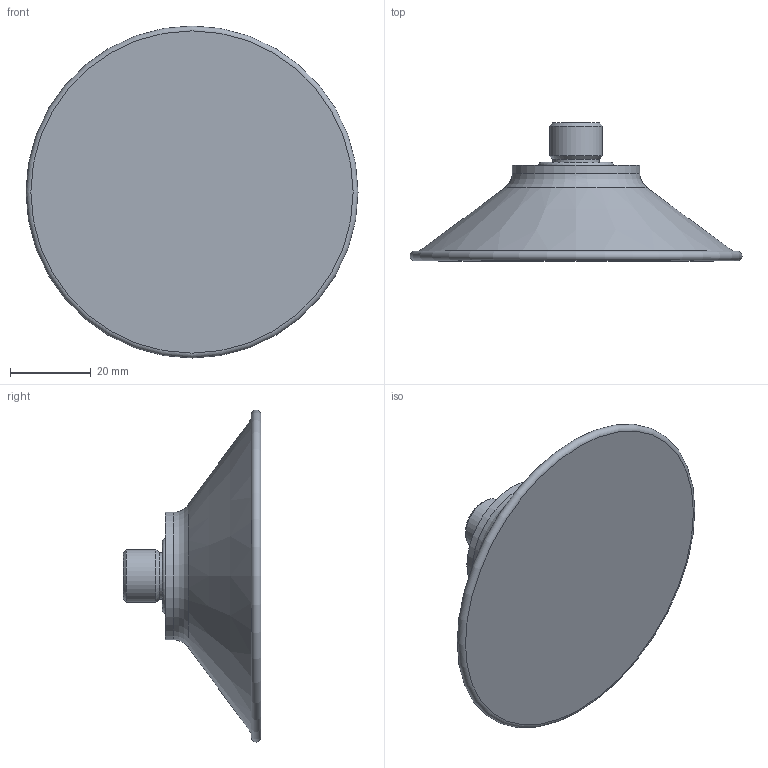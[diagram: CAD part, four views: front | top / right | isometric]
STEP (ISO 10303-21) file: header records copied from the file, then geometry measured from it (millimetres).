
FILE_DESCRIPTION(/* description */ (''),/* implementation_level */ '2;1');
FILE_NAME(/* name */ 'vcr82nit.stp',/* time_stamp */ '2020-09-29T15:13:36+02:00',/* author */ ('enginyeria'),/* organization */ (''),/* preprocessor_version */ 'ST-DEVELOPER v17.2',/* originating_system */ 'Autodesk Inventor 2019',/* authorisation */ '');
FILE_SCHEMA (('CONFIG_CONTROL_DESIGN'));
Length unit declared in the file: millimetre
Products named in the file (1): vcr82nit
Bounding box: 82.19 x 34.15 x 82.19 mm (x, y, z)
Volume: 59300.8 mm3; surface area: 12997.3 mm2
Topology: 1 solids, 1 shells, 17 faces, 44 edges, 33 vertices
Faces by surface type: plane 6, cone 4, cylinder 4, torus 3
Full cylindrical faces by diameter (mm): 6 x1, 11.445 x1, 13.157 x1, 31.5 x1
Entity records: 637 total; most frequent: DIRECTION 116, CARTESIAN_POINT 95, ORIENTED_EDGE 88, AXIS2_PLACEMENT_3D 54, EDGE_CURVE 44, CIRCLE 36, VERTEX_POINT 33, EDGE_LOOP 21
